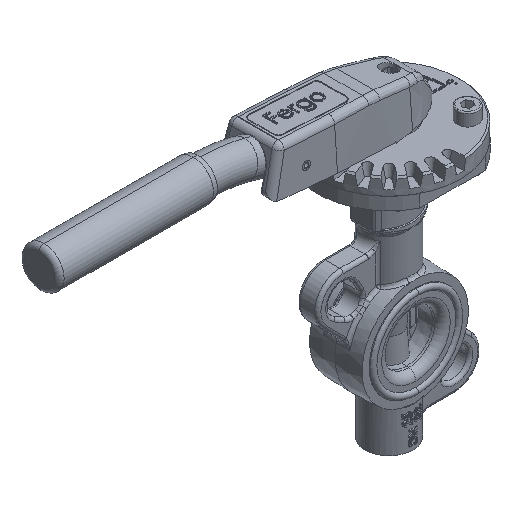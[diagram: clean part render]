
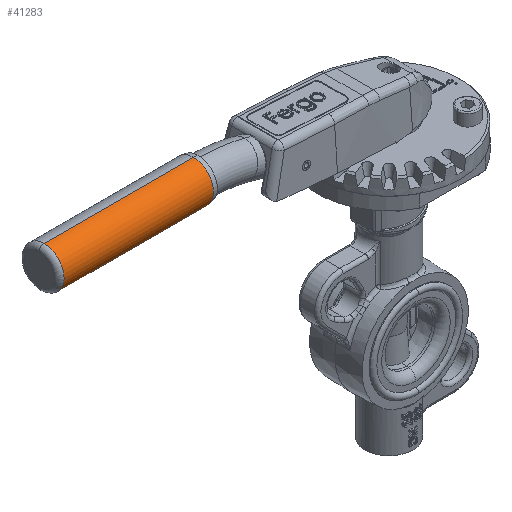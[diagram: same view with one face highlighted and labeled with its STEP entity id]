
A CAD part, isometric view. The second image highlights one B-rep face of the part: STEP entity #41283.
In plain terms, the highlighted cylindrical face has radius 12.65 mm (diameter 25.3 mm), a partial arc.
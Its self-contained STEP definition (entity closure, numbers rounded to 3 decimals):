
#844 = DIRECTION ( 'NONE',  ( 1., 0., 0. ) ) ;
#7276 = CARTESIAN_POINT ( 'NONE',  ( -217.23, 0., 128.273 ) ) ;
#7916 = FACE_OUTER_BOUND ( 'NONE', #39580, .T. ) ;
#8131 = ORIENTED_EDGE ( 'NONE', *, *, #32149, .T. ) ;
#12865 = AXIS2_PLACEMENT_3D ( 'NONE', #61564, #23950, #50743 ) ;
#16800 = VERTEX_POINT ( 'NONE', #7276 ) ;
#17294 = DIRECTION ( 'NONE',  ( 1., 0., 0. ) ) ;
#20438 = CIRCLE ( 'NONE', #25990, 12.65 ) ;
#21288 = VERTEX_POINT ( 'NONE', #45191 ) ;
#21708 = EDGE_CURVE ( 'NONE', #41978, #21288, #38541, .T. ) ;
#22773 = DIRECTION ( 'NONE',  ( 1., 0., 0. ) ) ;
#23950 = DIRECTION ( 'NONE',  ( 1., 0., 0. ) ) ;
#25990 = AXIS2_PLACEMENT_3D ( 'NONE', #59741, #59407, #28377 ) ;
#26960 = LINE ( 'NONE', #48539, #54861 ) ;
#27135 = AXIS2_PLACEMENT_3D ( 'NONE', #54467, #22773, #65615 ) ;
#28377 = DIRECTION ( 'NONE',  ( 0., 0., 1. ) ) ;
#30620 = VECTOR ( 'NONE', #17294, 1000. ) ;
#31243 = ORIENTED_EDGE ( 'NONE', *, *, #21708, .F. ) ;
#32149 = EDGE_CURVE ( 'NONE', #16800, #48714, #26960, .T. ) ;
#33751 = CARTESIAN_POINT ( 'NONE',  ( -217.23, 0., 153.573 ) ) ;
#37342 = CARTESIAN_POINT ( 'NONE',  ( -123.23, 0., 128.273 ) ) ;
#38541 = LINE ( 'NONE', #49999, #30620 ) ;
#39580 = EDGE_LOOP ( 'NONE', ( #57536, #8131, #64551, #31243 ) ) ;
#40317 = CYLINDRICAL_SURFACE ( 'NONE', #12865, 12.65 ) ;
#41283 = ADVANCED_FACE ( 'NONE', ( #7916 ), #40317, .T. ) ;
#41978 = VERTEX_POINT ( 'NONE', #33751 ) ;
#45191 = CARTESIAN_POINT ( 'NONE',  ( -123.23, 0., 153.573 ) ) ;
#48539 = CARTESIAN_POINT ( 'NONE',  ( -225.23, 0., 128.273 ) ) ;
#48714 = VERTEX_POINT ( 'NONE', #37342 ) ;
#49999 = CARTESIAN_POINT ( 'NONE',  ( -225.23, 0., 153.573 ) ) ;
#50743 = DIRECTION ( 'NONE',  ( 0., 0., 1. ) ) ;
#52018 = EDGE_CURVE ( 'NONE', #21288, #48714, #66072, .T. ) ;
#52274 = EDGE_CURVE ( 'NONE', #41978, #16800, #20438, .T. ) ;
#54467 = CARTESIAN_POINT ( 'NONE',  ( -123.23, 0., 140.923 ) ) ;
#54861 = VECTOR ( 'NONE', #844, 1000. ) ;
#57536 = ORIENTED_EDGE ( 'NONE', *, *, #52274, .T. ) ;
#59407 = DIRECTION ( 'NONE',  ( 1., 0., 0. ) ) ;
#59741 = CARTESIAN_POINT ( 'NONE',  ( -217.23, 0., 140.923 ) ) ;
#61564 = CARTESIAN_POINT ( 'NONE',  ( -225.23, 0., 140.923 ) ) ;
#64551 = ORIENTED_EDGE ( 'NONE', *, *, #52018, .F. ) ;
#65615 = DIRECTION ( 'NONE',  ( 0., 0., 1. ) ) ;
#66072 = CIRCLE ( 'NONE', #27135, 12.65 ) ;
